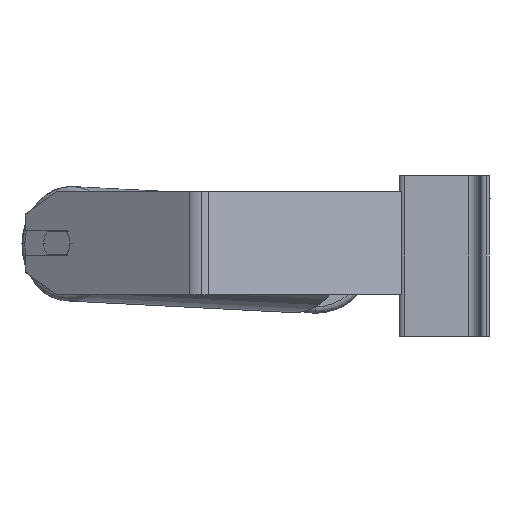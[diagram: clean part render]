
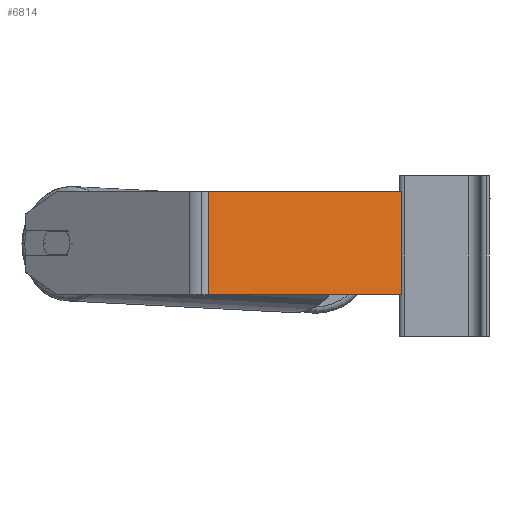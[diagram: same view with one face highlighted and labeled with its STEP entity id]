
A CAD part, left-side view. The second image highlights one B-rep face of the part: STEP entity #6814.
In plain terms, the highlighted planar face has unit normal (-0.94, -0.342, 0).
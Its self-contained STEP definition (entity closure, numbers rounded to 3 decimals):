
#11 = DIRECTION ( 'NONE',  ( 0., 0., -1. ) ) ;
#853 = CARTESIAN_POINT ( 'NONE',  ( -542.15, 166.05, 50. ) ) ;
#857 = VERTEX_POINT ( 'NONE', #6807 ) ;
#1175 = FACE_OUTER_BOUND ( 'NONE', #3989, .T. ) ;
#1331 = DIRECTION ( 'NONE',  ( 0.342, -0.94, 0. ) ) ;
#1963 = VERTEX_POINT ( 'NONE', #2300 ) ;
#2300 = CARTESIAN_POINT ( 'NONE',  ( -542.15, 166.05, -30. ) ) ;
#2659 = CARTESIAN_POINT ( 'NONE',  ( -487.518, 15.948, 50. ) ) ;
#2799 = VERTEX_POINT ( 'NONE', #8630 ) ;
#2917 = PLANE ( 'NONE',  #8115 ) ;
#3119 = CARTESIAN_POINT ( 'NONE',  ( -544.999, 173.877, 50. ) ) ;
#3989 = EDGE_LOOP ( 'NONE', ( #5175, #9181, #8296, #5659 ) ) ;
#4454 = DIRECTION ( 'NONE',  ( 0., 0., -1. ) ) ;
#4587 = DIRECTION ( 'NONE',  ( 0.94, 0.342, 0. ) ) ;
#4604 = EDGE_CURVE ( 'NONE', #2799, #6326, #6357, .T. ) ;
#5175 = ORIENTED_EDGE ( 'NONE', *, *, #5833, .T. ) ;
#5659 = ORIENTED_EDGE ( 'NONE', *, *, #10912, .T. ) ;
#5676 = VECTOR ( 'NONE', #4454, 1000. ) ;
#5728 = VECTOR ( 'NONE', #11, 1000. ) ;
#5795 = CARTESIAN_POINT ( 'NONE',  ( -544.999, 173.877, -30. ) ) ;
#5833 = EDGE_CURVE ( 'NONE', #1963, #857, #7308, .T. ) ;
#6137 = VECTOR ( 'NONE', #1331, 1000. ) ;
#6326 = VERTEX_POINT ( 'NONE', #2659 ) ;
#6357 = LINE ( 'NONE', #9804, #6137 ) ;
#6807 = CARTESIAN_POINT ( 'NONE',  ( -487.518, 15.948, -30. ) ) ;
#6814 = ADVANCED_FACE ( 'NONE', ( #1175 ), #2917, .F. ) ;
#7308 = LINE ( 'NONE', #5795, #9523 ) ;
#7501 = LINE ( 'NONE', #853, #5728 ) ;
#8115 = AXIS2_PLACEMENT_3D ( 'NONE', #3119, #4587, #9201 ) ;
#8296 = ORIENTED_EDGE ( 'NONE', *, *, #4604, .F. ) ;
#8630 = CARTESIAN_POINT ( 'NONE',  ( -542.15, 166.05, 50. ) ) ;
#9060 = CARTESIAN_POINT ( 'NONE',  ( -487.518, 15.948, 50. ) ) ;
#9181 = ORIENTED_EDGE ( 'NONE', *, *, #10724, .F. ) ;
#9199 = DIRECTION ( 'NONE',  ( 0.342, -0.94, 0. ) ) ;
#9201 = DIRECTION ( 'NONE',  ( -0.342, 0.94, 0. ) ) ;
#9523 = VECTOR ( 'NONE', #9199, 1000. ) ;
#9804 = CARTESIAN_POINT ( 'NONE',  ( -544.999, 173.877, 50. ) ) ;
#10724 = EDGE_CURVE ( 'NONE', #6326, #857, #10792, .T. ) ;
#10792 = LINE ( 'NONE', #9060, #5676 ) ;
#10912 = EDGE_CURVE ( 'NONE', #2799, #1963, #7501, .T. ) ;
